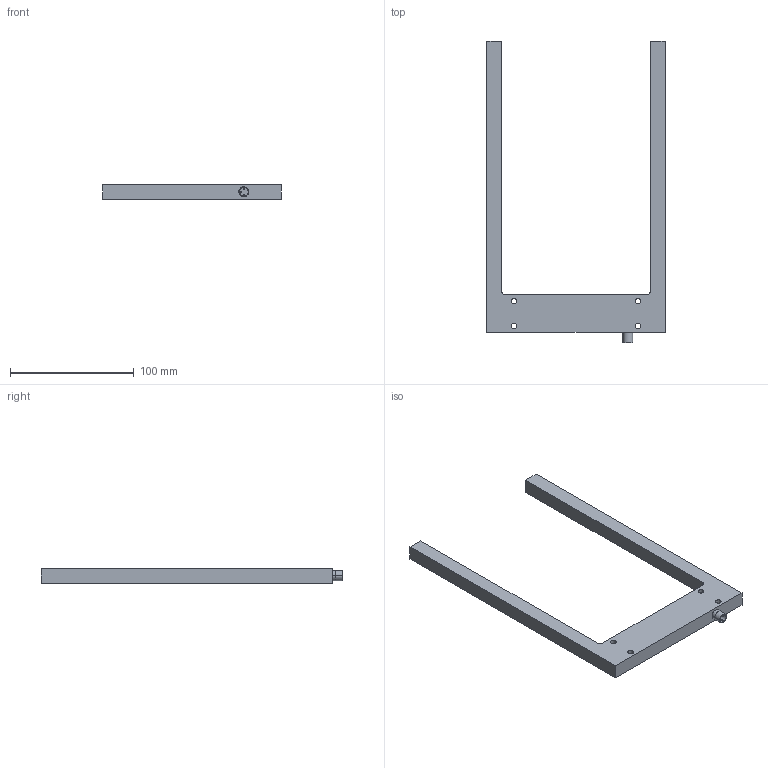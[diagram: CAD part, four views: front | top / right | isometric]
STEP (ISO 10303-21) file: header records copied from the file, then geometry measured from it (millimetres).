
FILE_DESCRIPTION(('STEP AP214'),'1');
FILE_NAME('tmp0.STEP','2019-05-20T07:27:56',(' '),(' '),'Spatial InterOp 3D',' ',' ');
FILE_SCHEMA(('automotive_design'));
Length unit declared in the file: millimetre
Products named in the file (1): 1
Bounding box: 144 x 243.76 x 12 mm (x, y, z)
Volume: 110386.4 mm3; surface area: 33432.8 mm2
Topology: 1 solids, 1 shells, 37 faces, 90 edges, 60 vertices
Faces by surface type: cylinder 22, plane 15
Entity records: 1984 total; most frequent: DIRECTION 210, CARTESIAN_POINT 188, ORIENTED_EDGE 180, STYLED_ITEM 146, PRESENTATION_STYLE_ASSIGNMENT 146, COLOUR_RGB 146, EDGE_CURVE 90, AXIS2_PLACEMENT_3D 82
